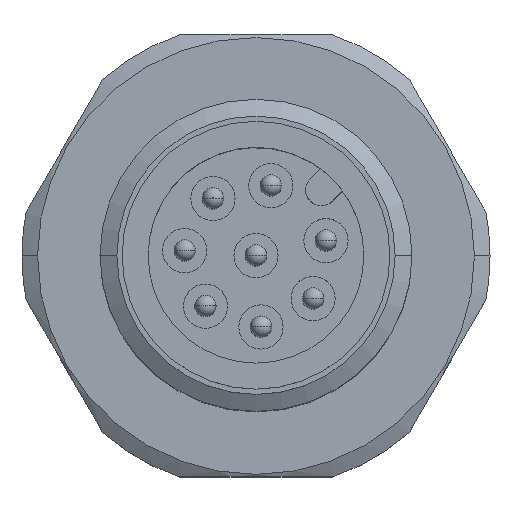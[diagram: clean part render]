
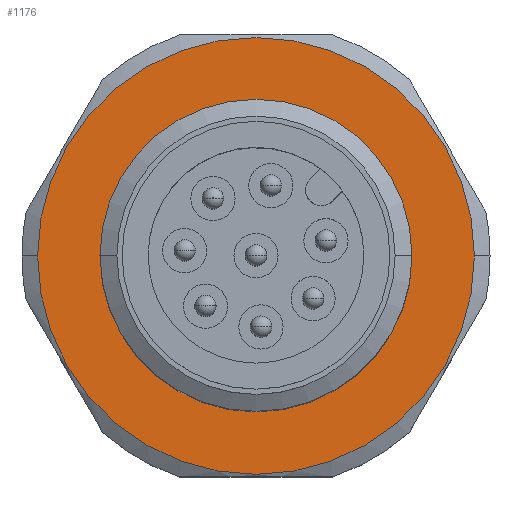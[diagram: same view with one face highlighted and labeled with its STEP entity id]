
A CAD part, top view. The second image highlights one B-rep face of the part: STEP entity #1176.
In plain terms, the highlighted planar face has unit normal (0, 0, 1).
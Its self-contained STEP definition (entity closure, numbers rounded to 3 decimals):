
#673 = PLANE ( 'NONE',  #3135 ) ;
#679 = EDGE_CURVE ( 'NONE', #2763, #4512, #5340, .T. ) ;
#741 = CARTESIAN_POINT ( 'NONE',  ( 0., 0., 0. ) ) ;
#743 = ORIENTED_EDGE ( 'NONE', *, *, #679, .T. ) ;
#796 = DIRECTION ( 'NONE',  ( 0., 0., 1. ) ) ;
#1099 = CARTESIAN_POINT ( 'NONE',  ( 0., 0., 0. ) ) ;
#1163 = DIRECTION ( 'NONE',  ( -1., 0., 0. ) ) ;
#1170 = AXIS2_PLACEMENT_3D ( 'NONE', #2374, #5311, #2781 ) ;
#1176 = ADVANCED_FACE ( 'NONE', ( #2044, #3164 ), #673, .T. ) ;
#1320 = EDGE_CURVE ( 'NONE', #3012, #3729, #2702, .T. ) ;
#1395 = CARTESIAN_POINT ( 'NONE',  ( -6., 0., 0. ) ) ;
#1456 = ORIENTED_EDGE ( 'NONE', *, *, #3509, .T. ) ;
#2044 = FACE_OUTER_BOUND ( 'NONE', #2627, .T. ) ;
#2282 = CIRCLE ( 'NONE', #4019, 8.4 ) ;
#2374 = CARTESIAN_POINT ( 'NONE',  ( 0., 0., 0. ) ) ;
#2375 = EDGE_LOOP ( 'NONE', ( #4871, #743 ) ) ;
#2382 = CARTESIAN_POINT ( 'NONE',  ( 0., 0., 0. ) ) ;
#2393 = DIRECTION ( 'NONE',  ( 0., 0., 1. ) ) ;
#2626 = CARTESIAN_POINT ( 'NONE',  ( -8.4, 0., 0. ) ) ;
#2627 = EDGE_LOOP ( 'NONE', ( #1456, #4850 ) ) ;
#2702 = CIRCLE ( 'NONE', #4148, 8.4 ) ;
#2763 = VERTEX_POINT ( 'NONE', #2850 ) ;
#2781 = DIRECTION ( 'NONE',  ( 0.892, -0.453, 0. ) ) ;
#2786 = DIRECTION ( 'NONE',  ( 0.892, -0.453, 0. ) ) ;
#2850 = CARTESIAN_POINT ( 'NONE',  ( 6., 0., 0. ) ) ;
#3012 = VERTEX_POINT ( 'NONE', #4280 ) ;
#3135 = AXIS2_PLACEMENT_3D ( 'NONE', #1099, #2393, #5323 ) ;
#3164 = FACE_BOUND ( 'NONE', #2375, .T. ) ;
#3269 = EDGE_CURVE ( 'NONE', #4512, #2763, #3923, .T. ) ;
#3328 = CARTESIAN_POINT ( 'NONE',  ( 0., 0., 0. ) ) ;
#3509 = EDGE_CURVE ( 'NONE', #3729, #3012, #2282, .T. ) ;
#3666 = AXIS2_PLACEMENT_3D ( 'NONE', #2382, #5314, #2786 ) ;
#3696 = DIRECTION ( 'NONE',  ( 0., 0., 1. ) ) ;
#3729 = VERTEX_POINT ( 'NONE', #2626 ) ;
#3742 = DIRECTION ( 'NONE',  ( -1., 0., 0. ) ) ;
#3923 = CIRCLE ( 'NONE', #3666, 6. ) ;
#4019 = AXIS2_PLACEMENT_3D ( 'NONE', #3328, #796, #3742 ) ;
#4148 = AXIS2_PLACEMENT_3D ( 'NONE', #741, #3696, #1163 ) ;
#4280 = CARTESIAN_POINT ( 'NONE',  ( 8.4, 0., 0. ) ) ;
#4512 = VERTEX_POINT ( 'NONE', #1395 ) ;
#4850 = ORIENTED_EDGE ( 'NONE', *, *, #1320, .T. ) ;
#4871 = ORIENTED_EDGE ( 'NONE', *, *, #3269, .T. ) ;
#5311 = DIRECTION ( 'NONE',  ( 0., 0., -1. ) ) ;
#5314 = DIRECTION ( 'NONE',  ( 0., 0., -1. ) ) ;
#5323 = DIRECTION ( 'NONE',  ( 1., 0., 0. ) ) ;
#5340 = CIRCLE ( 'NONE', #1170, 6. ) ;
